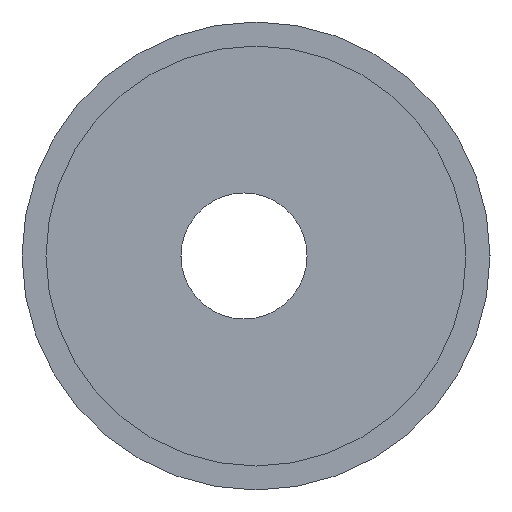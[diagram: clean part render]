
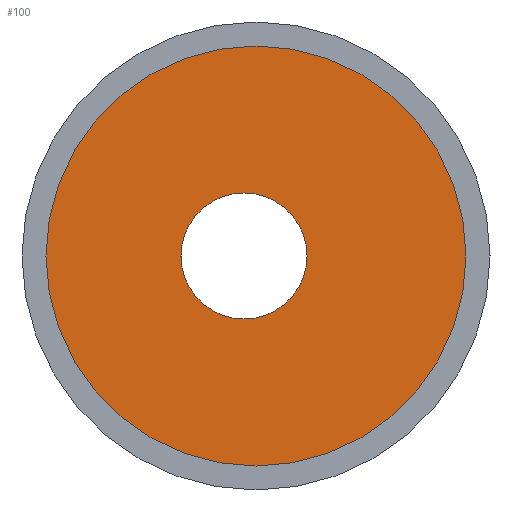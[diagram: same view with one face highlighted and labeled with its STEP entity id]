
A CAD part, left-side view. The second image highlights one B-rep face of the part: STEP entity #100.
In plain terms, the highlighted planar face has unit normal (-1, 0, 0).
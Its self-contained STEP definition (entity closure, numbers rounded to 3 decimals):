
#7 = ORIENTED_EDGE ( 'NONE', *, *, #170, .F. ) ;
#8 = DIRECTION ( 'NONE',  ( 0., 0., 1. ) ) ;
#17 = CARTESIAN_POINT ( 'NONE',  ( -2., 0., 17.5 ) ) ;
#21 = CARTESIAN_POINT ( 'NONE',  ( -2., 0., 0. ) ) ;
#45 = CARTESIAN_POINT ( 'NONE',  ( -2., 1., 5.25 ) ) ;
#46 = CIRCLE ( 'NONE', #178, 17.5 ) ;
#49 = DIRECTION ( 'NONE',  ( 0., 0., -1. ) ) ;
#52 = DIRECTION ( 'NONE',  ( -1., 0., 0. ) ) ;
#60 = ORIENTED_EDGE ( 'NONE', *, *, #111, .F. ) ;
#67 = DIRECTION ( 'NONE',  ( 0., 0., 1. ) ) ;
#84 = DIRECTION ( 'NONE',  ( 1., 0., 0. ) ) ;
#91 = DIRECTION ( 'NONE',  ( -1., 0., 0. ) ) ;
#100 = ADVANCED_FACE ( 'NONE', ( #267, #142 ), #399, .T. ) ;
#111 = EDGE_CURVE ( 'NONE', #145, #372, #46, .T. ) ;
#115 = EDGE_CURVE ( 'NONE', #372, #145, #385, .T. ) ;
#116 = CARTESIAN_POINT ( 'NONE',  ( -2., 0., 0. ) ) ;
#122 = ORIENTED_EDGE ( 'NONE', *, *, #115, .F. ) ;
#134 = VERTEX_POINT ( 'NONE', #315 ) ;
#142 = FACE_OUTER_BOUND ( 'NONE', #376, .T. ) ;
#145 = VERTEX_POINT ( 'NONE', #190 ) ;
#157 = CIRCLE ( 'NONE', #213, 5.25 ) ;
#161 = ORIENTED_EDGE ( 'NONE', *, *, #226, .F. ) ;
#170 = EDGE_CURVE ( 'NONE', #134, #311, #359, .T. ) ;
#178 = AXIS2_PLACEMENT_3D ( 'NONE', #116, #84, #49 ) ;
#182 = DIRECTION ( 'NONE',  ( 0., 0., -1. ) ) ;
#190 = CARTESIAN_POINT ( 'NONE',  ( -2., 0., -17.5 ) ) ;
#196 = DIRECTION ( 'NONE',  ( -1., 0., 0. ) ) ;
#213 = AXIS2_PLACEMENT_3D ( 'NONE', #348, #196, #67 ) ;
#226 = EDGE_CURVE ( 'NONE', #311, #134, #157, .T. ) ;
#246 = DIRECTION ( 'NONE',  ( 1., 0., 0. ) ) ;
#267 = FACE_BOUND ( 'NONE', #387, .T. ) ;
#285 = CARTESIAN_POINT ( 'NONE',  ( -2., 1., 0. ) ) ;
#293 = AXIS2_PLACEMENT_3D ( 'NONE', #336, #52, #361 ) ;
#311 = VERTEX_POINT ( 'NONE', #45 ) ;
#315 = CARTESIAN_POINT ( 'NONE',  ( -2., 1., -5.25 ) ) ;
#334 = AXIS2_PLACEMENT_3D ( 'NONE', #285, #91, #8 ) ;
#336 = CARTESIAN_POINT ( 'NONE',  ( -2., 17.5, 0. ) ) ;
#348 = CARTESIAN_POINT ( 'NONE',  ( -2., 1., 0. ) ) ;
#359 = CIRCLE ( 'NONE', #334, 5.25 ) ;
#361 = DIRECTION ( 'NONE',  ( 0., 0., 1. ) ) ;
#372 = VERTEX_POINT ( 'NONE', #17 ) ;
#376 = EDGE_LOOP ( 'NONE', ( #60, #122 ) ) ;
#385 = CIRCLE ( 'NONE', #396, 17.5 ) ;
#387 = EDGE_LOOP ( 'NONE', ( #7, #161 ) ) ;
#396 = AXIS2_PLACEMENT_3D ( 'NONE', #21, #246, #182 ) ;
#399 = PLANE ( 'NONE',  #293 ) ;
